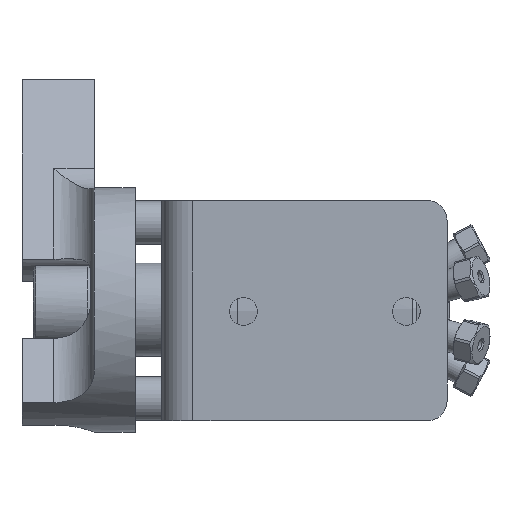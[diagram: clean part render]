
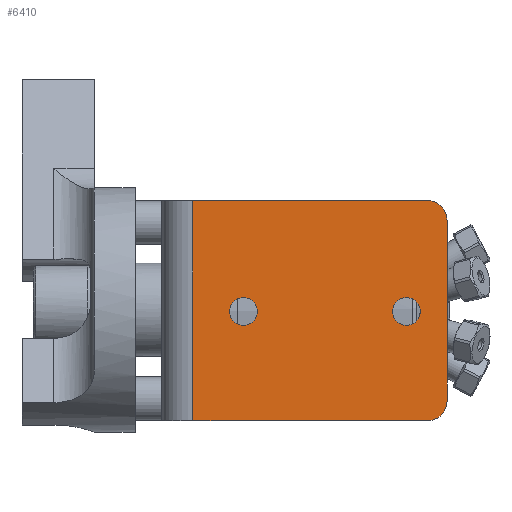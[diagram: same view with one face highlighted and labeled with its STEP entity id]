
A CAD part, front view. The second image highlights one B-rep face of the part: STEP entity #6410.
In plain terms, the highlighted planar face has unit normal (0, -1, 0).
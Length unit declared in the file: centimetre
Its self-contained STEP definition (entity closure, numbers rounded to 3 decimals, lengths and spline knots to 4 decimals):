
#521=LINE('',#12754,#831);
#523=LINE('',#12760,#833);
#527=LINE('',#12767,#837);
#528=LINE('',#12771,#838);
#831=VECTOR('',#8360,3.429);
#833=VECTOR('',#8366,3.657);
#837=VECTOR('',#8372,3.657);
#838=VECTOR('',#8375,2.819);
#1263=FACE_BOUND('',#2505,.T.);
#1264=FACE_BOUND('',#2506,.T.);
#1988=FACE_OUTER_BOUND('',#2504,.T.);
#2504=EDGE_LOOP('',(#5758,#5759,#5760,#5761,#5762,#5763));
#2505=EDGE_LOOP('',(#5764));
#2506=EDGE_LOOP('',(#5765));
#2781=CIRCLE('',#6984,0.305);
#2782=CIRCLE('',#6985,0.305);
#2783=CIRCLE('',#6986,0.216);
#2784=CIRCLE('',#6987,0.216);
#3346=VERTEX_POINT('',#12751);
#3347=VERTEX_POINT('',#12753);
#3349=VERTEX_POINT('',#12759);
#3351=VERTEX_POINT('',#12766);
#3352=VERTEX_POINT('',#12768);
#3353=VERTEX_POINT('',#12770);
#3354=VERTEX_POINT('',#12773);
#3355=VERTEX_POINT('',#12775);
#4160=EDGE_CURVE('',#3346,#3347,#521,.T.);
#4163=EDGE_CURVE('',#3347,#3349,#523,.T.);
#4167=EDGE_CURVE('',#3346,#3351,#527,.T.);
#4168=EDGE_CURVE('',#3352,#3351,#2781,.T.);
#4169=EDGE_CURVE('',#3353,#3352,#528,.T.);
#4170=EDGE_CURVE('',#3349,#3353,#2782,.T.);
#4171=EDGE_CURVE('',#3354,#3354,#2783,.T.);
#4172=EDGE_CURVE('',#3355,#3355,#2784,.T.);
#5758=ORIENTED_EDGE('',*,*,#4160,.F.);
#5759=ORIENTED_EDGE('',*,*,#4167,.T.);
#5760=ORIENTED_EDGE('',*,*,#4168,.F.);
#5761=ORIENTED_EDGE('',*,*,#4169,.F.);
#5762=ORIENTED_EDGE('',*,*,#4170,.F.);
#5763=ORIENTED_EDGE('',*,*,#4163,.F.);
#5764=ORIENTED_EDGE('',*,*,#4171,.T.);
#5765=ORIENTED_EDGE('',*,*,#4172,.T.);
#6045=PLANE('',#6983);
#6410=ADVANCED_FACE('',(#1988,#1263,#1264),#6045,.T.);
#6983=AXIS2_PLACEMENT_3D('',#12765,#8370,#8371);
#6984=AXIS2_PLACEMENT_3D('',#12769,#8373,#8374);
#6985=AXIS2_PLACEMENT_3D('',#12772,#8376,#8377);
#6986=AXIS2_PLACEMENT_3D('',#12774,#8378,#8379);
#6987=AXIS2_PLACEMENT_3D('',#12776,#8380,#8381);
#8360=DIRECTION('',(0.,0.,1.));
#8366=DIRECTION('',(1.,0.,0.));
#8370=DIRECTION('center_axis',(0.,-1.,0.));
#8371=DIRECTION('ref_axis',(0.,0.,-1.));
#8372=DIRECTION('',(1.,0.,0.));
#8373=DIRECTION('center_axis',(0.,1.,0.));
#8374=DIRECTION('ref_axis',(0.707,0.,-0.707));
#8375=DIRECTION('',(0.,0.,-1.));
#8376=DIRECTION('center_axis',(0.,1.,0.));
#8377=DIRECTION('ref_axis',(0.707,0.,0.707));
#8378=DIRECTION('center_axis',(0.,1.,0.));
#8379=DIRECTION('ref_axis',(1.,0.,0.));
#8380=DIRECTION('center_axis',(0.,1.,0.));
#8381=DIRECTION('ref_axis',(1.,0.,0.));
#12751=CARTESIAN_POINT('',(0.483,0.,-3.429));
#12753=CARTESIAN_POINT('',(0.483,0.,0.));
#12754=CARTESIAN_POINT('',(0.483,0.,0.));
#12759=CARTESIAN_POINT('',(4.14,0.,0.));
#12760=CARTESIAN_POINT('',(0.,0.,0.));
#12765=CARTESIAN_POINT('Origin',(0.,0.,0.));
#12766=CARTESIAN_POINT('',(4.14,0.,-3.429));
#12767=CARTESIAN_POINT('',(0.,0.,-3.429));
#12768=CARTESIAN_POINT('',(4.445,0.,-3.124));
#12769=CARTESIAN_POINT('Origin',(4.14,0.,-3.124));
#12770=CARTESIAN_POINT('',(4.445,0.,-0.305));
#12771=CARTESIAN_POINT('',(4.445,0.,0.));
#12772=CARTESIAN_POINT('Origin',(4.14,0.,-0.305));
#12773=CARTESIAN_POINT('',(3.594,0.,-1.7272));
#12774=CARTESIAN_POINT('Origin',(3.81,0.,-1.7272));
#12775=CARTESIAN_POINT('',(1.054,0.,-1.7272));
#12776=CARTESIAN_POINT('Origin',(1.27,0.,-1.7272));
